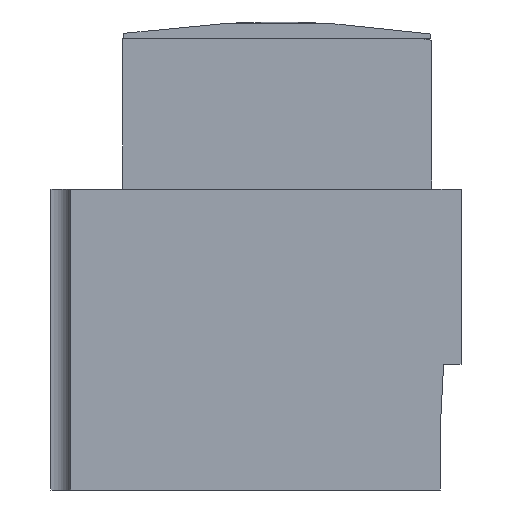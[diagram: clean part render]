
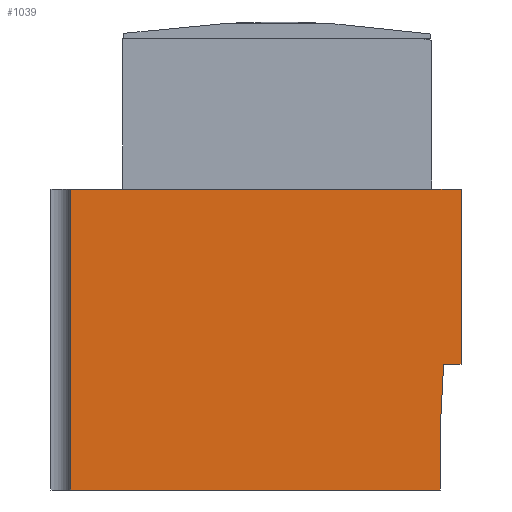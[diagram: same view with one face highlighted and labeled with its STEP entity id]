
A CAD part, left-side view. The second image highlights one B-rep face of the part: STEP entity #1039.
In plain terms, the highlighted planar face has unit normal (-1, 0, 0).
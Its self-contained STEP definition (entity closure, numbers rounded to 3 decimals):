
#52=DIRECTION('',(0.,1.,0.));
#53=VECTOR('',#52,92.267);
#54=CARTESIAN_POINT('',(-104.5,-48.692,15.996));
#55=LINE('',#54,#53);
#188=DIRECTION('',(0.,-1.,0.));
#189=VECTOR('',#188,87.353);
#190=CARTESIAN_POINT('',(-104.5,43.574,-55.152));
#191=LINE('',#190,#189);
#238=DIRECTION('',(0.,0.,-1.));
#239=VECTOR('',#238,71.148);
#240=CARTESIAN_POINT('',(-104.5,43.574,15.996));
#241=LINE('',#240,#239);
#246=DIRECTION('',(0.,0.052,-0.999));
#247=VECTOR('',#246,15.304);
#248=CARTESIAN_POINT('',(-104.5,-44.58,-25.377));
#249=LINE('',#248,#247);
#254=DIRECTION('',(0.,0.,1.));
#255=VECTOR('',#254,41.374);
#256=CARTESIAN_POINT('',(-104.5,-48.692,-25.377));
#257=LINE('',#256,#255);
#262=DIRECTION('',(0.,-1.,0.));
#263=VECTOR('',#262,4.113);
#264=CARTESIAN_POINT('',(-104.5,-44.58,-25.377));
#265=LINE('',#264,#263);
#274=DIRECTION('',(0.,0.,1.));
#275=VECTOR('',#274,14.492);
#276=CARTESIAN_POINT('',(-104.5,-43.779,-55.152));
#277=LINE('',#276,#275);
#569=CARTESIAN_POINT('',(-104.5,-48.692,15.996));
#570=VERTEX_POINT('',#569);
#571=CARTESIAN_POINT('',(-104.5,43.574,15.996));
#572=VERTEX_POINT('',#571);
#627=CARTESIAN_POINT('',(-104.5,43.574,-55.152));
#628=VERTEX_POINT('',#627);
#629=CARTESIAN_POINT('',(-104.5,-43.779,-55.152));
#630=VERTEX_POINT('',#629);
#631=CARTESIAN_POINT('',(-104.5,-48.692,-25.377));
#632=VERTEX_POINT('',#631);
#633=CARTESIAN_POINT('',(-104.5,-44.58,-25.377));
#634=VERTEX_POINT('',#633);
#635=CARTESIAN_POINT('',(-104.5,-43.779,-40.66));
#636=VERTEX_POINT('',#635);
#1021=CARTESIAN_POINT('',(-104.5,0.,0.));
#1022=DIRECTION('',(-1.,0.,0.));
#1023=DIRECTION('',(0.,0.,1.));
#1024=AXIS2_PLACEMENT_3D('',#1021,#1022,#1023);
#1025=PLANE('',#1024);
#1026=ORIENTED_EDGE('',*,*,#1013,.F.);
#1027=ORIENTED_EDGE('',*,*,#766,.F.);
#1029=ORIENTED_EDGE('',*,*,#1028,.F.);
#1031=ORIENTED_EDGE('',*,*,#1030,.F.);
#1033=ORIENTED_EDGE('',*,*,#1032,.T.);
#1035=ORIENTED_EDGE('',*,*,#1034,.F.);
#1036=ORIENTED_EDGE('',*,*,#965,.F.);
#1037=EDGE_LOOP('',(#1026,#1027,#1029,#1031,#1033,#1035,#1036));
#1038=FACE_OUTER_BOUND('',#1037,.F.);
#1039=ADVANCED_FACE('',(#1038),#1025,.T.);
#766=EDGE_CURVE('',#570,#572,#55,.T.);
#965=EDGE_CURVE('',#628,#630,#191,.T.);
#1013=EDGE_CURVE('',#572,#628,#241,.T.);
#1028=EDGE_CURVE('',#632,#570,#257,.T.);
#1030=EDGE_CURVE('',#634,#632,#265,.T.);
#1032=EDGE_CURVE('',#634,#636,#249,.T.);
#1034=EDGE_CURVE('',#630,#636,#277,.T.);
